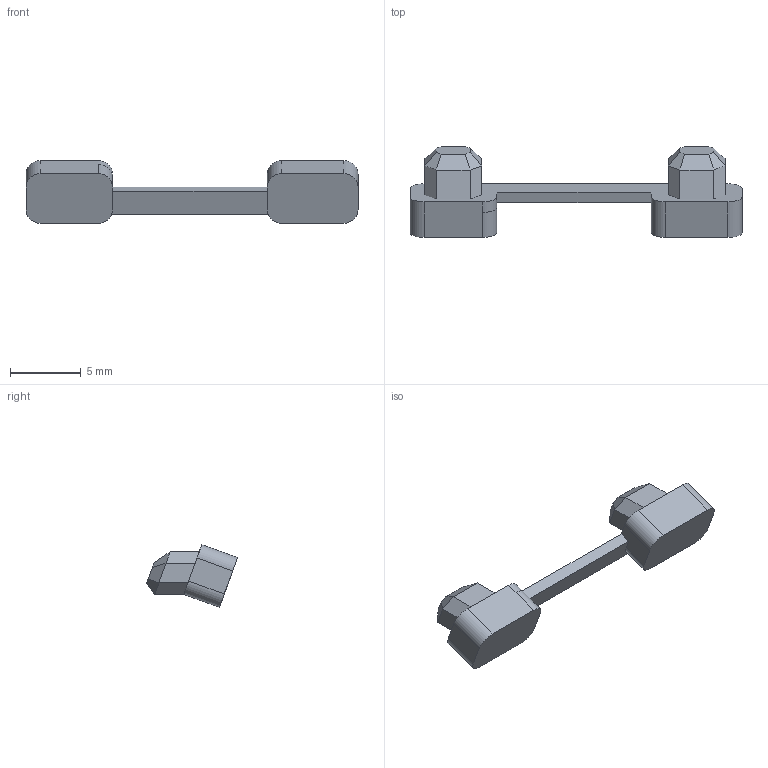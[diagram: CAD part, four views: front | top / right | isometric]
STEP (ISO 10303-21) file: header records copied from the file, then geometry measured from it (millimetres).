
FILE_DESCRIPTION(/* description */ (''),/* implementation_level */ '2;1');
FILE_NAME(/* name */ 'SEN6x IAQ Buttons.step',/* time_stamp */ '2025-05-10T12:28:51+02:00',/* author */ (''),/* organization */ (''),/* preprocessor_version */ 'ST-DEVELOPER v20.1',/* originating_system */ 'Autodesk Translation Framework v14.4.0.0',/* authorisation */ '');
FILE_SCHEMA (('AUTOMOTIVE_DESIGN { 1 0 10303 214 3 1 1 }'));
Length unit declared in the file: millimetre
Products named in the file (2): SEN6x IAQ B0-Sample; Buttons
Assembly tree (1 placements, depth 2):
  SEN6x IAQ B0-Sample
    Buttons
Bounding box: 23.47 x 6.43 x 4.42 mm (x, y, z)
Volume: 191.5 mm3; surface area: 298.6 mm2
Topology: 1 solids, 1 shells, 58 faces, 146 edges, 90 vertices
Faces by surface type: plane 49, cylinder 9
Entity records: 1767 total; most frequent: CARTESIAN_POINT 298, ORIENTED_EDGE 292, DIRECTION 287, EDGE_CURVE 146, LINE 129, VECTOR 129, VERTEX_POINT 90, AXIS2_PLACEMENT_3D 79
